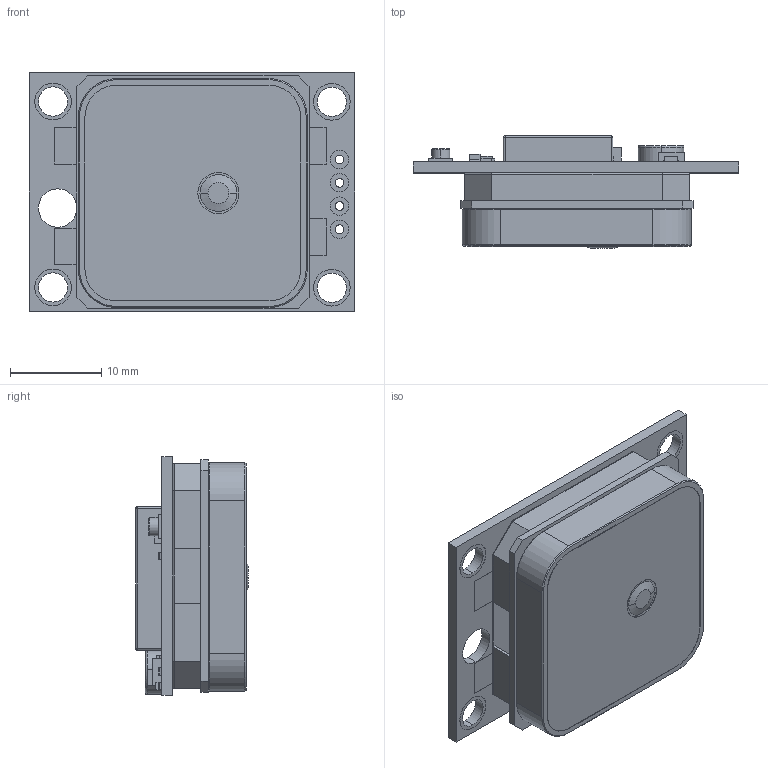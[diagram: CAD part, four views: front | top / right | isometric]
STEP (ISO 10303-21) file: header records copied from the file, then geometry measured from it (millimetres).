
FILE_DESCRIPTION (( 'STEP AP214' ), '1' );
FILE_NAME ('A_GPS_main.STEP', '2022-05-02T02:31:44', ( '' ), ( '' ), 'SwSTEP 2.0', 'SolidWorks 2020', '' );
FILE_SCHEMA (( 'AUTOMOTIVE_DESIGN' ));
Length unit declared in the file: millimetre
Products named in the file (6): A_GPS_main; GPS_board_D‚faut; GPS_ublox_board_D‚faut; GPS_ant_D‚faut; A_GPS_ant_D‚faut; GPS_back_D‚faut
Assembly tree (5 placements, depth 3):
  A_GPS_main
    GPS_ublox_board_D‚faut
    A_GPS_ant_D‚faut
      GPS_board_D‚faut
      GPS_ant_D‚faut
      GPS_back_D‚faut
Bounding box: 35.6 x 12.33 x 26.08 mm (x, y, z)
Volume: 4927.3 mm3; surface area: 6897.9 mm2
Topology: 4 solids, 4 shells, 299 faces, 709 edges, 454 vertices
Faces by surface type: plane 173, cylinder 104, cone 10, torus 8, sphere 4
Entity records: 11277 total; most frequent: DIRECTION 1531, CARTESIAN_POINT 1491, ORIENTED_EDGE 1410, EDGE_CURVE 705, AXIS2_PLACEMENT_3D 526, VECTOR 479, LINE 479, VERTEX_POINT 454
